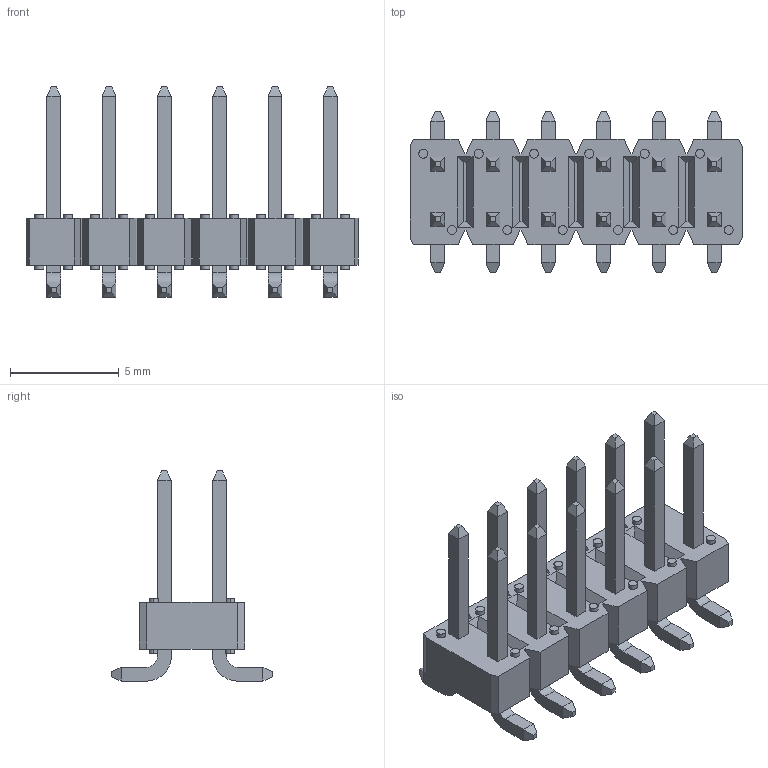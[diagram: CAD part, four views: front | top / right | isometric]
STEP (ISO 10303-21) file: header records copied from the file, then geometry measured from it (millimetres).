
FILE_DESCRIPTION(('FreeCAD Model'),'2;1');
FILE_NAME('Amphenol_10129383-912001ALF.step', '2021-04-01T20:33:25',('kicad StepUp'),('ksu MCAD'), 'Open CASCADE STEP processor 7.2','FreeCAD','Unknown');
FILE_SCHEMA(('AUTOMOTIVE_DESIGN { 1 0 10303 214 1 1 1 1 }'));
Length unit declared in the file: millimetre
Products named in the file (1): Amphenol_10129383-912001ALF
Bounding box: 15.24 x 7.37 x 9.65 mm (x, y, z)
Volume: 190.3 mm3; surface area: 538.2 mm2
Topology: 1 solids, 1 shells, 436 faces, 1032 edges, 656 vertices
Faces by surface type: plane 364, cylinder 72
Entity records: 15357 total; most frequent: CARTESIAN_POINT 2125, ORIENTED_EDGE 2064, DIRECTION 2050, EDGE_CURVE 1032, LINE 888, VECTOR 888, VERTEX_POINT 656, AXIS2_PLACEMENT_3D 581
